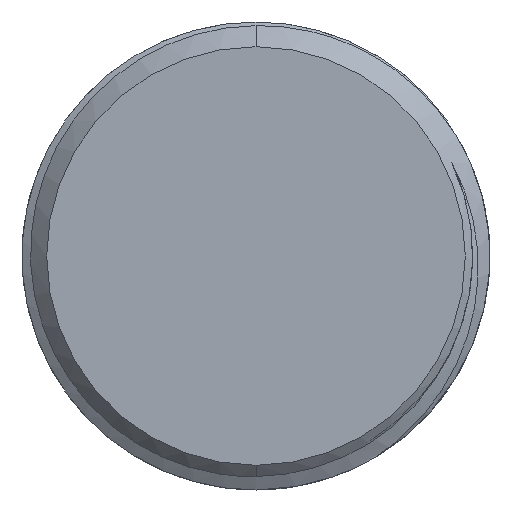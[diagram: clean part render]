
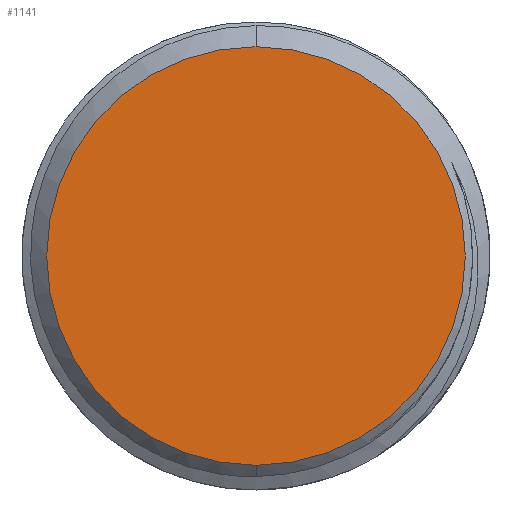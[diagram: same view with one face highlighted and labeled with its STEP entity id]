
A CAD part, front view. The second image highlights one B-rep face of the part: STEP entity #1141.
In plain terms, the highlighted planar face has unit normal (0, -1, 0).
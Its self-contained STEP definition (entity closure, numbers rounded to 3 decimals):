
#5 = ORIENTED_EDGE ( 'NONE', *, *, #5025, .T. ) ;
#715 = ORIENTED_EDGE ( 'NONE', *, *, #4195, .T. ) ;
#1077 = CARTESIAN_POINT ( 'NONE',  ( 0., 0., 0. ) ) ;
#1123 = DIRECTION ( 'NONE',  ( 0., 1., 0. ) ) ;
#1141 = ADVANCED_FACE ( 'NONE', ( #2308 ), #4279, .F. ) ;
#1610 = DIRECTION ( 'NONE',  ( 0., 0., 1. ) ) ;
#2308 = FACE_OUTER_BOUND ( 'NONE', #3962, .T. ) ;
#2624 = VERTEX_POINT ( 'NONE', #4631 ) ;
#2713 = CARTESIAN_POINT ( 'NONE',  ( 0., 0., 0. ) ) ;
#2883 = CIRCLE ( 'NONE', #3843, 6.776 ) ;
#3025 = DIRECTION ( 'NONE',  ( 0., -1., 0. ) ) ;
#3843 = AXIS2_PLACEMENT_3D ( 'NONE', #6198, #3025, #6718 ) ;
#3962 = EDGE_LOOP ( 'NONE', ( #5, #715 ) ) ;
#4195 = EDGE_CURVE ( 'NONE', #5366, #2624, #5514, .T. ) ;
#4279 = PLANE ( 'NONE',  #4616 ) ;
#4585 = AXIS2_PLACEMENT_3D ( 'NONE', #1077, #4756, #1610 ) ;
#4616 = AXIS2_PLACEMENT_3D ( 'NONE', #2713, #1123, #4810 ) ;
#4631 = CARTESIAN_POINT ( 'NONE',  ( 0., 0., 6.776 ) ) ;
#4756 = DIRECTION ( 'NONE',  ( 0., -1., 0. ) ) ;
#4810 = DIRECTION ( 'NONE',  ( 0., 0., 1. ) ) ;
#4820 = CARTESIAN_POINT ( 'NONE',  ( 0., 0., -6.776 ) ) ;
#5025 = EDGE_CURVE ( 'NONE', #2624, #5366, #2883, .T. ) ;
#5366 = VERTEX_POINT ( 'NONE', #4820 ) ;
#5514 = CIRCLE ( 'NONE', #4585, 6.776 ) ;
#6198 = CARTESIAN_POINT ( 'NONE',  ( 0., 0., 0. ) ) ;
#6718 = DIRECTION ( 'NONE',  ( 0., 0., 1. ) ) ;
